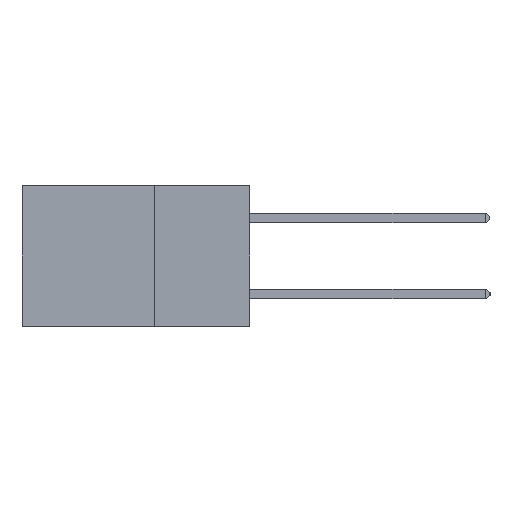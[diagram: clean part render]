
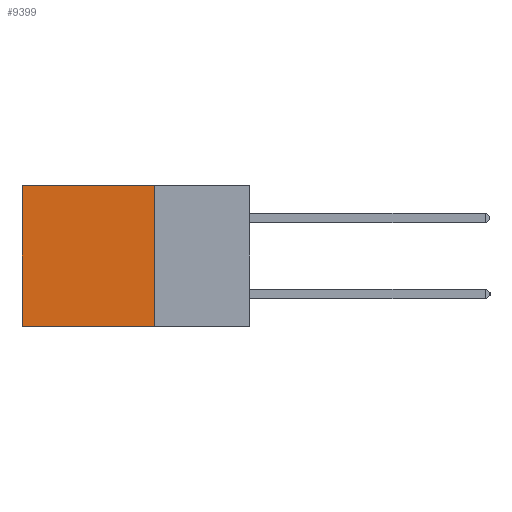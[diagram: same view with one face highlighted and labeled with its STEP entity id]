
A CAD part, left-side view. The second image highlights one B-rep face of the part: STEP entity #9399.
In plain terms, the highlighted planar face has unit normal (-1, 0, 0).
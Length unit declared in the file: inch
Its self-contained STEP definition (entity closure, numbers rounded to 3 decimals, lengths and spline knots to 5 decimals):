
#379 = LINE ( 'NONE', #22079, #18358 ) ;
#762 = ORIENTED_EDGE ( 'NONE', *, *, #4936, .F. ) ;
#1448 = CARTESIAN_POINT ( 'NONE',  ( 0.2875, 0.6, 0. ) ) ;
#2231 = AXIS2_PLACEMENT_3D ( 'NONE', #18895, #20601, #10157 ) ;
#2821 = CARTESIAN_POINT ( 'NONE',  ( 0.2875, 0.6, 0. ) ) ;
#4268 = DIRECTION ( 'NONE',  ( 0., 1., 0. ) ) ;
#4287 = VECTOR ( 'NONE', #6374, 39.37008 ) ;
#4634 = CARTESIAN_POINT ( 'NONE',  ( 0.2875, 0.25, 0. ) ) ;
#4936 = EDGE_CURVE ( 'NONE', #9777, #10961, #379, .T. ) ;
#5207 = VECTOR ( 'NONE', #14917, 39.37008 ) ;
#5820 = EDGE_LOOP ( 'NONE', ( #15469, #762, #6617, #9936 ) ) ;
#5926 = CARTESIAN_POINT ( 'NONE',  ( 0.2875, 0.25, -0.37 ) ) ;
#6374 = DIRECTION ( 'NONE',  ( 0., 0., -1. ) ) ;
#6617 = ORIENTED_EDGE ( 'NONE', *, *, #22369, .F. ) ;
#6689 = PLANE ( 'NONE',  #2231 ) ;
#8676 = VERTEX_POINT ( 'NONE', #1448 ) ;
#8862 = CARTESIAN_POINT ( 'NONE',  ( 0.2875, 0.6, -0.37 ) ) ;
#9376 = CARTESIAN_POINT ( 'NONE',  ( 0.2875, 0.25, 0. ) ) ;
#9399 = ADVANCED_FACE ( 'NONE', ( #9832 ), #6689, .F. ) ;
#9777 = VERTEX_POINT ( 'NONE', #5926 ) ;
#9832 = FACE_OUTER_BOUND ( 'NONE', #5820, .T. ) ;
#9936 = ORIENTED_EDGE ( 'NONE', *, *, #13839, .T. ) ;
#10157 = DIRECTION ( 'NONE',  ( 0., 0., -1. ) ) ;
#10961 = VERTEX_POINT ( 'NONE', #8862 ) ;
#13341 = LINE ( 'NONE', #2821, #5207 ) ;
#13478 = LINE ( 'NONE', #4634, #4287 ) ;
#13839 = EDGE_CURVE ( 'NONE', #21885, #8676, #19965, .T. ) ;
#14917 = DIRECTION ( 'NONE',  ( 0., 0., -1. ) ) ;
#15469 = ORIENTED_EDGE ( 'NONE', *, *, #19746, .T. ) ;
#17246 = CARTESIAN_POINT ( 'NONE',  ( 0.2875, 0.25, 0. ) ) ;
#18358 = VECTOR ( 'NONE', #21388, 39.37008 ) ;
#18874 = VECTOR ( 'NONE', #4268, 39.37008 ) ;
#18895 = CARTESIAN_POINT ( 'NONE',  ( 0.2875, 0.25, 0. ) ) ;
#19746 = EDGE_CURVE ( 'NONE', #8676, #10961, #13341, .T. ) ;
#19965 = LINE ( 'NONE', #9376, #18874 ) ;
#20601 = DIRECTION ( 'NONE',  ( 1., 0., 0. ) ) ;
#21388 = DIRECTION ( 'NONE',  ( 0., 1., 0. ) ) ;
#21885 = VERTEX_POINT ( 'NONE', #17246 ) ;
#22079 = CARTESIAN_POINT ( 'NONE',  ( 0.2875, 0.25, -0.37 ) ) ;
#22369 = EDGE_CURVE ( 'NONE', #21885, #9777, #13478, .T. ) ;
